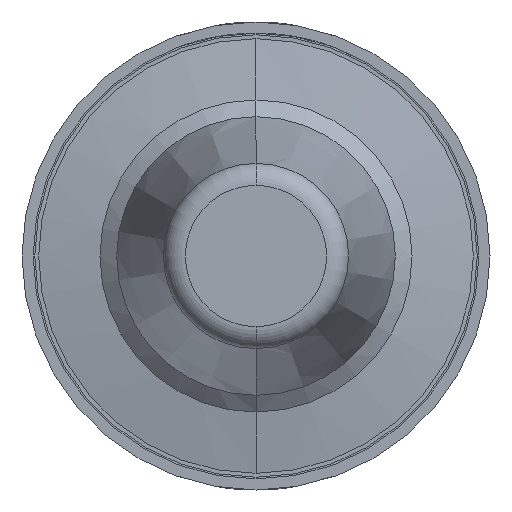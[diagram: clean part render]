
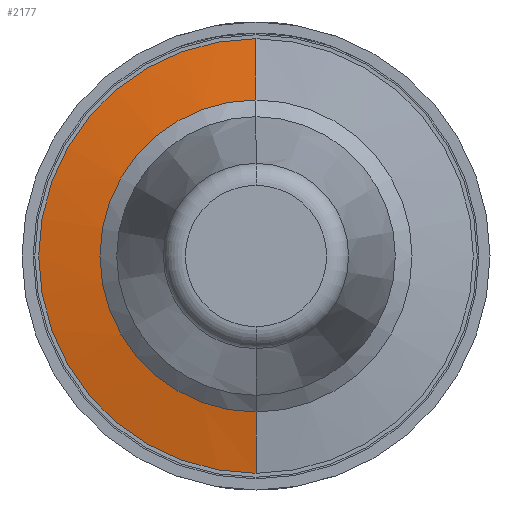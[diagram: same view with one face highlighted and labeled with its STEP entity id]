
A CAD part, front view. The second image highlights one B-rep face of the part: STEP entity #2177.
In plain terms, the highlighted conical face has half-angle 80.134 degrees and reference radius 0.8 mm.
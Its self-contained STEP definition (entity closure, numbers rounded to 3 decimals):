
#16 = LINE ( 'NONE', #1482, #4581 ) ;
#131 = CARTESIAN_POINT ( 'NONE',  ( 0., -41.586, 0.883 ) ) ;
#233 = EDGE_CURVE ( 'NONE', #2757, #1928, #847, .T. ) ;
#316 = EDGE_CURVE ( 'NONE', #4349, #4834, #16, .T. ) ;
#425 = DIRECTION ( 'NONE',  ( 0., 0., -1. ) ) ;
#458 = FACE_OUTER_BOUND ( 'NONE', #4262, .T. ) ;
#817 = CARTESIAN_POINT ( 'NONE',  ( 0., -41.6, 0. ) ) ;
#847 = LINE ( 'NONE', #1069, #2658 ) ;
#931 = ORIENTED_EDGE ( 'NONE', *, *, #233, .T. ) ;
#985 = EDGE_CURVE ( 'Defeature ausgef�hrt1_35+Defeature ausgef�hrt1_34+Defeature ausgef�hrt1_34+Defeature ausgef�hrt1_34', #4834, #1928, #3717, .T. ) ;
#1040 = DIRECTION ( 'NONE',  ( 0., 1., 0. ) ) ;
#1069 = CARTESIAN_POINT ( 'NONE',  ( 0., -41.6, 0.8 ) ) ;
#1082 = CARTESIAN_POINT ( 'NONE',  ( 0., -41.4, -1.95 ) ) ;
#1171 = AXIS2_PLACEMENT_3D ( 'NONE', #1684, #5646, #4724 ) ;
#1185 = ORIENTED_EDGE ( 'NONE', *, *, #985, .F. ) ;
#1310 = ORIENTED_EDGE ( 'NONE', *, *, #5700, .T. ) ;
#1482 = CARTESIAN_POINT ( 'NONE',  ( 0., -41.6, -0.8 ) ) ;
#1510 = DIRECTION ( 'NONE',  ( 0., 0.171, -0.985 ) ) ;
#1684 = CARTESIAN_POINT ( 'NONE',  ( 0., -41.586, 0. ) ) ;
#1928 = VERTEX_POINT ( 'NONE', #2913 ) ;
#2031 = AXIS2_PLACEMENT_3D ( 'NONE', #4679, #1040, #5129 ) ;
#2113 = CARTESIAN_POINT ( 'NONE',  ( 0., -41.586, -0.883 ) ) ;
#2177 = ADVANCED_FACE ( 'Defeature ausgef�hrt1_34', ( #458 ), #4965, .T. ) ;
#2380 = AXIS2_PLACEMENT_3D ( 'NONE', #817, #5336, #425 ) ;
#2658 = VECTOR ( 'NONE', #2852, 1000. ) ;
#2757 = VERTEX_POINT ( 'NONE', #131 ) ;
#2852 = DIRECTION ( 'NONE',  ( 0., 0.171, 0.985 ) ) ;
#2913 = CARTESIAN_POINT ( 'NONE',  ( 0., -41.4, 1.95 ) ) ;
#3046 = CIRCLE ( 'NONE', #1171, 0.883 ) ;
#3717 = CIRCLE ( 'NONE', #2031, 1.95 ) ;
#3813 = ORIENTED_EDGE ( 'NONE', *, *, #316, .F. ) ;
#4262 = EDGE_LOOP ( 'NONE', ( #1310, #931, #1185, #3813 ) ) ;
#4349 = VERTEX_POINT ( 'NONE', #2113 ) ;
#4581 = VECTOR ( 'NONE', #1510, 1000. ) ;
#4679 = CARTESIAN_POINT ( 'NONE',  ( 0., -41.4, 0. ) ) ;
#4724 = DIRECTION ( 'NONE',  ( 0., 0., -1. ) ) ;
#4834 = VERTEX_POINT ( 'NONE', #1082 ) ;
#4965 = CONICAL_SURFACE ( 'NONE', #2380, 0.8, 1.399 ) ;
#5129 = DIRECTION ( 'NONE',  ( 0., 0., -1. ) ) ;
#5336 = DIRECTION ( 'NONE',  ( 0., 1., 0. ) ) ;
#5646 = DIRECTION ( 'NONE',  ( 0., 1., 0. ) ) ;
#5700 = EDGE_CURVE ( 'Defeature ausgef�hrt1_34+Defeature ausgef�hrt1_38+Defeature ausgef�hrt1_38+Defeature ausgef�hrt1_38', #4349, #2757, #3046, .T. ) ;
